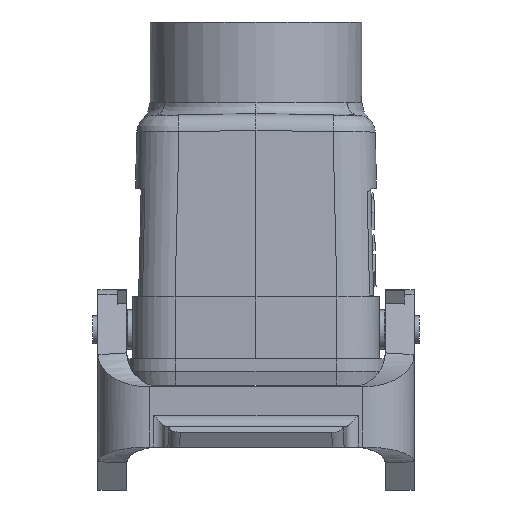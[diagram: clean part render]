
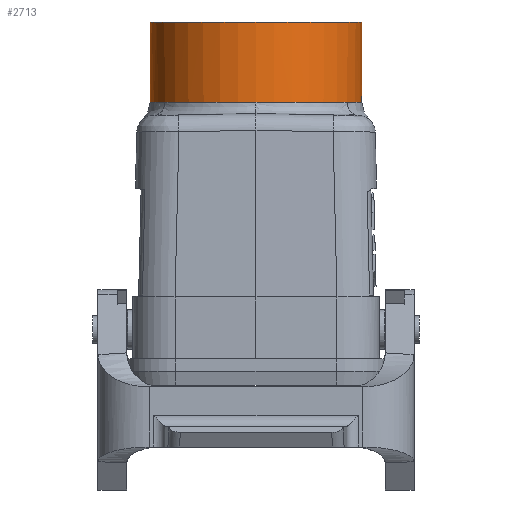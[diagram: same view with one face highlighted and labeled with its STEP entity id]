
A CAD part, left-side view. The second image highlights one B-rep face of the part: STEP entity #2713.
In plain terms, the highlighted cylindrical face has radius 18.5 mm (diameter 37 mm), a full revolution.
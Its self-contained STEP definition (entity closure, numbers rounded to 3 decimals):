
#2043=FACE_BOUND('',#3678,.T.);
#2044=FACE_BOUND('',#3679,.T.);
#2157=B_SPLINE_CURVE_WITH_KNOTS('',3,(#14465,#14466,#14467,#14468,#14469,
#14470),.UNSPECIFIED.,.F.,.F.,(4,2,4),(0.,0.5,1.),.UNSPECIFIED.);
#2159=B_SPLINE_CURVE_WITH_KNOTS('',3,(#14572,#14573,#14574,#14575,#14576,
#14577),.UNSPECIFIED.,.F.,.F.,(4,2,4),(0.,0.5,1.),.UNSPECIFIED.);
#2161=B_SPLINE_CURVE_WITH_KNOTS('',3,(#14611,#14612,#14613,#14614,#14615,
#14616),.UNSPECIFIED.,.F.,.F.,(4,2,4),(0.,0.5,1.),.UNSPECIFIED.);
#2163=B_SPLINE_CURVE_WITH_KNOTS('',3,(#14650,#14651,#14652,#14653,#14654,
#14655),.UNSPECIFIED.,.F.,.F.,(4,2,4),(0.,0.5,1.),.UNSPECIFIED.);
#2165=B_SPLINE_CURVE_WITH_KNOTS('',3,(#14757,#14758,#14759,#14760,#14761,
#14762),.UNSPECIFIED.,.F.,.F.,(4,2,4),(0.,0.5,1.),.UNSPECIFIED.);
#2167=B_SPLINE_CURVE_WITH_KNOTS('',3,(#14794,#14795,#14796,#14797,#14798,
#14799),.UNSPECIFIED.,.F.,.F.,(4,2,4),(0.,0.5,1.),.UNSPECIFIED.);
#2713=ADVANCED_FACE('',(#2043,#2044),#3063,.T.);
#3063=CYLINDRICAL_SURFACE('',#10395,18.5);
#3678=EDGE_LOOP('',(#4922));
#3679=EDGE_LOOP('',(#4923,#4924,#4925,#4926,#4927,#4928));
#4098=CIRCLE('',#10362,18.5);
#4922=ORIENTED_EDGE('',*,*,#7548,.F.);
#4923=ORIENTED_EDGE('',*,*,#7622,.T.);
#4924=ORIENTED_EDGE('',*,*,#7619,.T.);
#4925=ORIENTED_EDGE('',*,*,#7616,.T.);
#4926=ORIENTED_EDGE('',*,*,#7613,.T.);
#4927=ORIENTED_EDGE('',*,*,#7610,.T.);
#4928=ORIENTED_EDGE('',*,*,#7625,.T.);
#6704=VERTEX_POINT('',#14229);
#6752=VERTEX_POINT('',#14463);
#6754=VERTEX_POINT('',#14471);
#6756=VERTEX_POINT('',#14578);
#6758=VERTEX_POINT('',#14617);
#6760=VERTEX_POINT('',#14656);
#6762=VERTEX_POINT('',#14763);
#7548=EDGE_CURVE('',#6704,#6704,#4098,.T.);
#7610=EDGE_CURVE('',#6754,#6752,#2157,.T.);
#7613=EDGE_CURVE('',#6756,#6754,#2159,.T.);
#7616=EDGE_CURVE('',#6758,#6756,#2161,.T.);
#7619=EDGE_CURVE('',#6760,#6758,#2163,.T.);
#7622=EDGE_CURVE('',#6762,#6760,#2165,.T.);
#7625=EDGE_CURVE('',#6752,#6762,#2167,.T.);
#10362=AXIS2_PLACEMENT_3D('',#14228,#11470,#11471);
#10395=AXIS2_PLACEMENT_3D('',#14828,#11573,#11574);
#11470=DIRECTION('',(0.,0.,1.));
#11471=DIRECTION('',(-1.,0.,0.));
#11573=DIRECTION('',(0.,0.,1.));
#11574=DIRECTION('',(1.,0.,0.));
#14228=CARTESIAN_POINT('',(0.,0.,51.85));
#14229=CARTESIAN_POINT('',(-18.5,0.,51.85));
#14463=CARTESIAN_POINT('',(9.436,-15.913,37.85));
#14465=CARTESIAN_POINT('',(-9.436,-15.913,37.85));
#14466=CARTESIAN_POINT('',(-6.597,-17.596,37.85));
#14467=CARTESIAN_POINT('',(-3.301,-18.5,37.85));
#14468=CARTESIAN_POINT('',(3.301,-18.5,37.85));
#14469=CARTESIAN_POINT('',(6.597,-17.596,37.85));
#14470=CARTESIAN_POINT('',(9.436,-15.913,37.85));
#14471=CARTESIAN_POINT('',(-9.436,-15.913,37.85));
#14572=CARTESIAN_POINT('',(-18.5,0.,37.85));
#14573=CARTESIAN_POINT('',(-18.5,-3.193,37.85));
#14574=CARTESIAN_POINT('',(-17.655,-6.382,37.85));
#14575=CARTESIAN_POINT('',(-14.495,-11.931,37.85));
#14576=CARTESIAN_POINT('',(-12.182,-14.284,37.85));
#14577=CARTESIAN_POINT('',(-9.436,-15.913,37.85));
#14578=CARTESIAN_POINT('',(-18.5,0.,37.85));
#14611=CARTESIAN_POINT('',(-9.436,15.912,37.85));
#14612=CARTESIAN_POINT('',(-12.183,14.284,37.85));
#14613=CARTESIAN_POINT('',(-14.495,11.931,37.85));
#14614=CARTESIAN_POINT('',(-17.655,6.382,37.85));
#14615=CARTESIAN_POINT('',(-18.5,3.193,37.85));
#14616=CARTESIAN_POINT('',(-18.5,0.,37.85));
#14617=CARTESIAN_POINT('',(-9.436,15.912,37.85));
#14650=CARTESIAN_POINT('',(9.436,15.913,37.85));
#14651=CARTESIAN_POINT('',(6.597,17.596,37.85));
#14652=CARTESIAN_POINT('',(3.301,18.5,37.85));
#14653=CARTESIAN_POINT('',(-3.301,18.5,37.85));
#14654=CARTESIAN_POINT('',(-6.597,17.596,37.85));
#14655=CARTESIAN_POINT('',(-9.436,15.912,37.85));
#14656=CARTESIAN_POINT('',(9.436,15.913,37.85));
#14757=CARTESIAN_POINT('',(18.5,0.,37.85));
#14758=CARTESIAN_POINT('',(18.5,3.193,37.85));
#14759=CARTESIAN_POINT('',(17.655,6.382,37.85));
#14760=CARTESIAN_POINT('',(14.495,11.931,37.85));
#14761=CARTESIAN_POINT('',(12.182,14.284,37.85));
#14762=CARTESIAN_POINT('',(9.436,15.913,37.85));
#14763=CARTESIAN_POINT('',(18.5,0.,37.85));
#14794=CARTESIAN_POINT('',(9.436,-15.913,37.85));
#14795=CARTESIAN_POINT('',(12.183,-14.284,37.85));
#14796=CARTESIAN_POINT('',(14.495,-11.931,37.85));
#14797=CARTESIAN_POINT('',(17.655,-6.382,37.85));
#14798=CARTESIAN_POINT('',(18.5,-3.193,37.85));
#14799=CARTESIAN_POINT('',(18.5,0.,37.85));
#14828=CARTESIAN_POINT('',(0.,0.,35.35));
